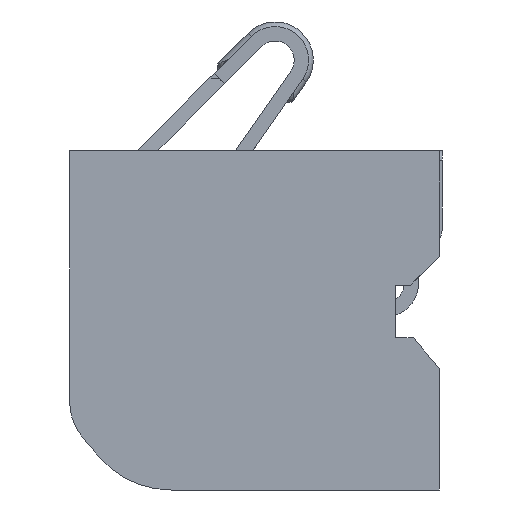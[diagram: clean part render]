
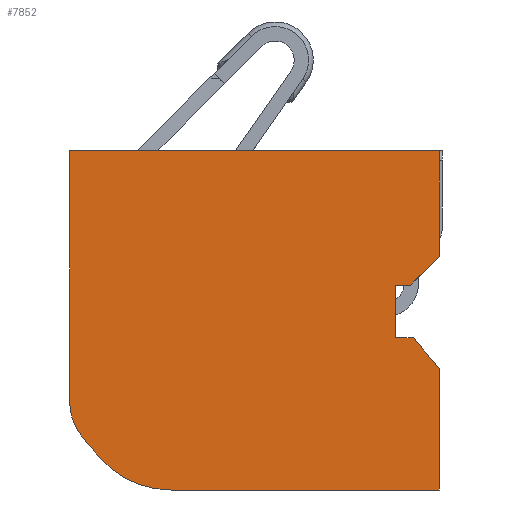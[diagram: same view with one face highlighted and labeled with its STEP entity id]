
A CAD part, left-side view. The second image highlights one B-rep face of the part: STEP entity #7852.
In plain terms, the highlighted planar face has unit normal (-1, 0, 0).
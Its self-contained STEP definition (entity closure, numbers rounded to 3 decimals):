
#1=DIRECTION('',(0.,-1.,0.));
#2=VECTOR('',#1,3.87);
#3=CARTESIAN_POINT('',(-4.,1.935,1.775));
#4=LINE('',#3,#2);
#5=DIRECTION('',(0.,0.,-1.));
#6=VECTOR('',#5,1.105);
#7=CARTESIAN_POINT('',(-4.,-1.935,1.775));
#8=LINE('',#7,#6);
#9=DIRECTION('',(0.,0.707,-0.707));
#10=VECTOR('',#9,0.424);
#11=CARTESIAN_POINT('',(-4.,-1.935,0.67));
#12=LINE('',#11,#10);
#13=DIRECTION('',(0.,1.,0.));
#14=VECTOR('',#13,0.16);
#15=CARTESIAN_POINT('',(-4.,-1.635,0.37));
#16=LINE('',#15,#14);
#17=DIRECTION('',(0.,0.,-1.));
#18=VECTOR('',#17,0.55);
#19=CARTESIAN_POINT('',(-4.,-1.475,0.37));
#20=LINE('',#19,#18);
#21=DIRECTION('',(0.,-1.,0.));
#22=VECTOR('',#21,0.186);
#23=CARTESIAN_POINT('',(-4.,-1.475,-0.18));
#24=LINE('',#23,#22);
#25=DIRECTION('',(0.,-0.645,-0.764));
#26=VECTOR('',#25,0.424);
#27=CARTESIAN_POINT('',(-4.,-1.661,-0.18));
#28=LINE('',#27,#26);
#29=DIRECTION('',(0.,0.,-1.));
#30=VECTOR('',#29,1.271);
#31=CARTESIAN_POINT('',(-4.,-1.935,-0.504));
#32=LINE('',#31,#30);
#33=DIRECTION('',(0.,1.,0.));
#34=VECTOR('',#33,2.806);
#35=CARTESIAN_POINT('',(-4.,-1.935,-1.775));
#36=LINE('',#35,#34);
#37=CARTESIAN_POINT('',(-4.,0.871,-0.775));
#38=DIRECTION('',(1.,0.,0.));
#39=DIRECTION('',(0.,0.,-1.));
#40=AXIS2_PLACEMENT_3D('',#37,#38,#39);
#42=DIRECTION('',(0.,0.645,0.764));
#43=VECTOR('',#42,0.246);
#44=CARTESIAN_POINT('',(-4.,1.635,-1.42));
#45=LINE('',#44,#43);
#46=CARTESIAN_POINT('',(-4.,1.335,-0.845));
#47=DIRECTION('',(1.,0.,0.));
#48=DIRECTION('',(0.,0.764,-0.645));
#49=AXIS2_PLACEMENT_3D('',#46,#47,#48);
#51=DIRECTION('',(0.,0.,1.));
#52=VECTOR('',#51,2.62);
#53=CARTESIAN_POINT('',(-4.,1.935,-0.845));
#54=LINE('',#53,#52);
#6053=CARTESIAN_POINT('',(-4.,1.935,1.775));
#6054=CARTESIAN_POINT('',(-4.,-1.935,1.775));
#6055=VERTEX_POINT('',#6053);
#6056=VERTEX_POINT('',#6054);
#6057=CARTESIAN_POINT('',(-4.,-1.935,-0.504));
#6058=CARTESIAN_POINT('',(-4.,-1.935,-1.775));
#6059=VERTEX_POINT('',#6057);
#6060=VERTEX_POINT('',#6058);
#6061=CARTESIAN_POINT('',(-4.,0.871,-1.775));
#6062=VERTEX_POINT('',#6061);
#6063=CARTESIAN_POINT('',(-4.,1.935,-0.845));
#6064=VERTEX_POINT('',#6063);
#6077=CARTESIAN_POINT('',(-4.,1.635,-1.42));
#6078=VERTEX_POINT('',#6077);
#6079=CARTESIAN_POINT('',(-4.,1.793,-1.233));
#6080=VERTEX_POINT('',#6079);
#6261=CARTESIAN_POINT('',(-4.,-1.935,0.67));
#6262=VERTEX_POINT('',#6261);
#6263=CARTESIAN_POINT('',(-4.,-1.635,0.37));
#6264=VERTEX_POINT('',#6263);
#6265=CARTESIAN_POINT('',(-4.,-1.475,0.37));
#6266=VERTEX_POINT('',#6265);
#6267=CARTESIAN_POINT('',(-4.,-1.475,-0.18));
#6268=VERTEX_POINT('',#6267);
#6269=CARTESIAN_POINT('',(-4.,-1.661,-0.18));
#6270=VERTEX_POINT('',#6269);
#7819=CARTESIAN_POINT('',(-4.,0.,0.));
#7820=DIRECTION('',(1.,0.,0.));
#7821=DIRECTION('',(0.,0.,-1.));
#7822=AXIS2_PLACEMENT_3D('',#7819,#7820,#7821);
#7823=PLANE('',#7822);
#7825=ORIENTED_EDGE('',*,*,#7824,.T.);
#7827=ORIENTED_EDGE('',*,*,#7826,.T.);
#7829=ORIENTED_EDGE('',*,*,#7828,.T.);
#7831=ORIENTED_EDGE('',*,*,#7830,.T.);
#7833=ORIENTED_EDGE('',*,*,#7832,.T.);
#7835=ORIENTED_EDGE('',*,*,#7834,.T.);
#7837=ORIENTED_EDGE('',*,*,#7836,.T.);
#7839=ORIENTED_EDGE('',*,*,#7838,.T.);
#7841=ORIENTED_EDGE('',*,*,#7840,.T.);
#7843=ORIENTED_EDGE('',*,*,#7842,.T.);
#7845=ORIENTED_EDGE('',*,*,#7844,.T.);
#7847=ORIENTED_EDGE('',*,*,#7846,.T.);
#7849=ORIENTED_EDGE('',*,*,#7848,.T.);
#7850=EDGE_LOOP('',(#7825,#7827,#7829,#7831,#7833,#7835,#7837,#7839,#7841,#7843,
#7845,#7847,#7849));
#7851=FACE_OUTER_BOUND('',#7850,.F.);
#7852=ADVANCED_FACE('',(#7851),#7823,.F.);
#41=CIRCLE('',#40,1.);
#50=CIRCLE('',#49,0.6);
#7824=EDGE_CURVE('',#6055,#6056,#4,.T.);
#7826=EDGE_CURVE('',#6056,#6262,#8,.T.);
#7828=EDGE_CURVE('',#6262,#6264,#12,.T.);
#7830=EDGE_CURVE('',#6264,#6266,#16,.T.);
#7832=EDGE_CURVE('',#6266,#6268,#20,.T.);
#7834=EDGE_CURVE('',#6268,#6270,#24,.T.);
#7836=EDGE_CURVE('',#6270,#6059,#28,.T.);
#7838=EDGE_CURVE('',#6059,#6060,#32,.T.);
#7840=EDGE_CURVE('',#6060,#6062,#36,.T.);
#7842=EDGE_CURVE('',#6062,#6078,#41,.T.);
#7844=EDGE_CURVE('',#6078,#6080,#45,.T.);
#7846=EDGE_CURVE('',#6080,#6064,#50,.T.);
#7848=EDGE_CURVE('',#6064,#6055,#54,.T.);
